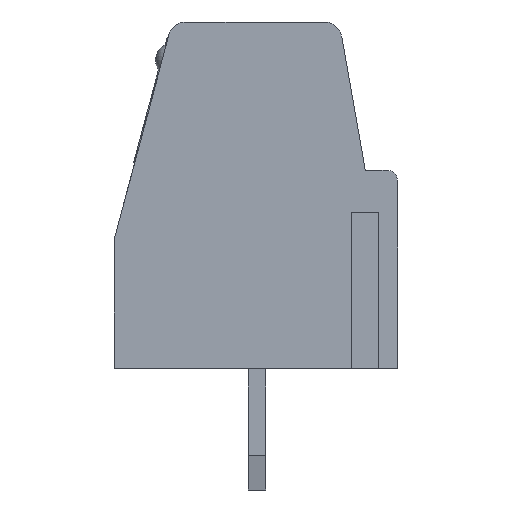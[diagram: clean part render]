
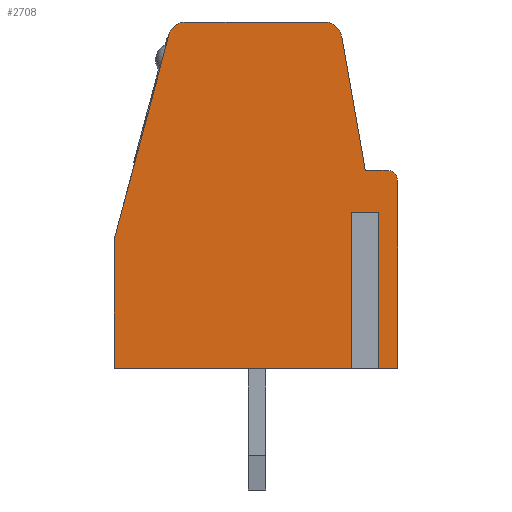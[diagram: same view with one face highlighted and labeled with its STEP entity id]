
A CAD part, left-side view. The second image highlights one B-rep face of the part: STEP entity #2708.
In plain terms, the highlighted planar face has unit normal (-1, 0, 0).
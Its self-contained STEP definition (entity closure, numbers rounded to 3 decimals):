
#2708=ADVANCED_FACE('',(#5038),#5039,.F.);
#5038=FACE_OUTER_BOUND('',#7734,.T.);
#5039=PLANE('',#7735);
#7734=EDGE_LOOP('',(#12886,#12887,#12888,#12889,#12890,#12891,#12892,#12893,#12894,#12895,#12896,#12897,#12898,#12899));
#7735=AXIS2_PLACEMENT_3D('',#12900,#12901,#12902);
#12886=ORIENTED_EDGE('',*,*,#14895,.F.);
#12887=ORIENTED_EDGE('',*,*,#14896,.F.);
#12888=ORIENTED_EDGE('',*,*,#14897,.F.);
#12889=ORIENTED_EDGE('',*,*,#14898,.F.);
#12890=ORIENTED_EDGE('',*,*,#14749,.F.);
#12891=ORIENTED_EDGE('',*,*,#14740,.F.);
#12892=ORIENTED_EDGE('',*,*,#14752,.T.);
#12893=ORIENTED_EDGE('',*,*,#14755,.F.);
#12894=ORIENTED_EDGE('',*,*,#14758,.T.);
#12895=ORIENTED_EDGE('',*,*,#14763,.T.);
#12896=ORIENTED_EDGE('',*,*,#14766,.T.);
#12897=ORIENTED_EDGE('',*,*,#14786,.T.);
#12898=ORIENTED_EDGE('',*,*,#14899,.T.);
#12899=ORIENTED_EDGE('',*,*,#14900,.F.);
#12900=CARTESIAN_POINT('',(0.,4.239,3.926));
#12901=DIRECTION('',(1.0,0.0,0.0));
#12902=DIRECTION('',(0.0,1.0,0.0));
#14740=EDGE_CURVE('',#17230,#17228,#17232,.T.);
#14749=EDGE_CURVE('',#17228,#17245,#17247,.T.);
#14752=EDGE_CURVE('',#17230,#17249,#17251,.T.);
#14755=EDGE_CURVE('',#17253,#17249,#17255,.T.);
#14758=EDGE_CURVE('',#17253,#17257,#17259,.T.);
#14763=EDGE_CURVE('',#17257,#17263,#17265,.T.);
#14766=EDGE_CURVE('',#17263,#17267,#17269,.T.);
#14786=EDGE_CURVE('',#17267,#17294,#17296,.T.);
#14895=EDGE_CURVE('',#17453,#17454,#17455,.T.);
#14896=EDGE_CURVE('',#17456,#17453,#17457,.T.);
#14897=EDGE_CURVE('',#17458,#17456,#17459,.T.);
#14898=EDGE_CURVE('',#17245,#17458,#17460,.T.);
#14899=EDGE_CURVE('',#17294,#17461,#17462,.T.);
#14900=EDGE_CURVE('',#17454,#17461,#17463,.T.);
#17228=VERTEX_POINT('',#20925);
#17230=VERTEX_POINT('',#20928);
#17232=CIRCLE('',#20931,0.3);
#17245=VERTEX_POINT('',#20950);
#17247=LINE('',#20953,#20954);
#17249=VERTEX_POINT('',#20956);
#17251=LINE('',#20959,#20960);
#17253=VERTEX_POINT('',#20962);
#17255=LINE('',#20965,#20966);
#17257=VERTEX_POINT('',#20968);
#17259=CIRCLE('',#20971,0.5);
#17263=VERTEX_POINT('',#20975);
#17265=LINE('',#20978,#20979);
#17267=VERTEX_POINT('',#20981);
#17269=CIRCLE('',#20984,0.5);
#17294=VERTEX_POINT('',#21016);
#17296=LINE('',#21019,#21020);
#17453=VERTEX_POINT('',#21250);
#17454=VERTEX_POINT('',#21251);
#17455=LINE('',#21252,#21253);
#17456=VERTEX_POINT('',#21254);
#17457=LINE('',#21255,#21256);
#17458=VERTEX_POINT('',#21257);
#17459=LINE('',#21258,#21259);
#17460=LINE('',#21260,#21261);
#17461=VERTEX_POINT('',#21262);
#17462=LINE('',#21263,#21264);
#17463=LINE('',#21265,#21266);
#20925=CARTESIAN_POINT('',(0.,0.,5.4));
#20928=CARTESIAN_POINT('',(0.,0.3,5.7));
#20931=AXIS2_PLACEMENT_3D('',#22702,#22703,#22704);
#20950=CARTESIAN_POINT('',(0.,0.,0.0));
#20953=CARTESIAN_POINT('',(0.,0.,3.926));
#20954=VECTOR('',#22712,1.0);
#20956=CARTESIAN_POINT('',(0.,0.928,5.7));
#20959=CARTESIAN_POINT('',(0.,0.,5.7));
#20960=VECTOR('',#22714,1.0);
#20962=CARTESIAN_POINT('',(0.,1.608,9.557));
#20965=CARTESIAN_POINT('',(0.,1.681,9.97));
#20966=VECTOR('',#22716,1.0);
#20968=CARTESIAN_POINT('',(0.,2.1,9.97));
#20971=AXIS2_PLACEMENT_3D('',#22718,#22719,#22720);
#20975=CARTESIAN_POINT('',(0.,6.097,9.97));
#20978=CARTESIAN_POINT('',(0.,1.625,9.97));
#20979=VECTOR('',#22728,1.0);
#20981=CARTESIAN_POINT('',(0.,6.58,9.599));
#20984=AXIS2_PLACEMENT_3D('',#22730,#22731,#22732);
#21016=CARTESIAN_POINT('',(0.,8.15,3.74));
#21019=CARTESIAN_POINT('',(0.,8.1,3.926));
#21020=VECTOR('',#22759,1.0);
#21250=CARTESIAN_POINT('',(0.,1.137,4.5));
#21251=CARTESIAN_POINT('',(0.,1.137,0.0));
#21252=CARTESIAN_POINT('',(0.,1.137,3.926));
#21253=VECTOR('',#22848,1.0);
#21254=CARTESIAN_POINT('',(0.,0.723,4.5));
#21255=CARTESIAN_POINT('',(0.,4.239,4.5));
#21256=VECTOR('',#22849,1.0);
#21257=CARTESIAN_POINT('',(0.,0.723,0.0));
#21258=CARTESIAN_POINT('',(0.,0.723,3.926));
#21259=VECTOR('',#22850,1.0);
#21260=CARTESIAN_POINT('',(0.,0.,0.0));
#21261=VECTOR('',#22851,1.0);
#21262=CARTESIAN_POINT('',(0.,8.15,0.0));
#21263=CARTESIAN_POINT('',(0.,8.15,3.926));
#21264=VECTOR('',#22852,1.0);
#21265=CARTESIAN_POINT('',(0.,0.,0.0));
#21266=VECTOR('',#22853,1.0);
#22702=CARTESIAN_POINT('',(0.,0.3,5.4));
#22703=DIRECTION('',(1.0,0.0,0.0));
#22704=DIRECTION('',(0.0,1.0,0.0));
#22712=DIRECTION('',(0.0,0.0,-1.0));
#22714=DIRECTION('',(0.0,1.0,0.0));
#22716=DIRECTION('',(0.0,-0.174,-0.985));
#22718=CARTESIAN_POINT('',(0.,2.1,9.47));
#22719=DIRECTION('',(-1.0,0.0,0.0));
#22720=DIRECTION('',(0.0,-1.0,0.0));
#22728=DIRECTION('',(0.0,1.0,0.0));
#22730=CARTESIAN_POINT('',(0.,6.097,9.47));
#22731=DIRECTION('',(-1.0,0.0,0.0));
#22732=DIRECTION('',(0.0,-1.0,0.0));
#22759=DIRECTION('',(0.0,0.259,-0.966));
#22848=DIRECTION('',(0.0,0.0,-1.0));
#22849=DIRECTION('',(0.0,1.0,0.0));
#22850=DIRECTION('',(0.0,0.0,1.0));
#22851=DIRECTION('',(0.0,1.0,0.0));
#22852=DIRECTION('',(0.0,0.0,-1.0));
#22853=DIRECTION('',(0.0,1.0,0.0));
